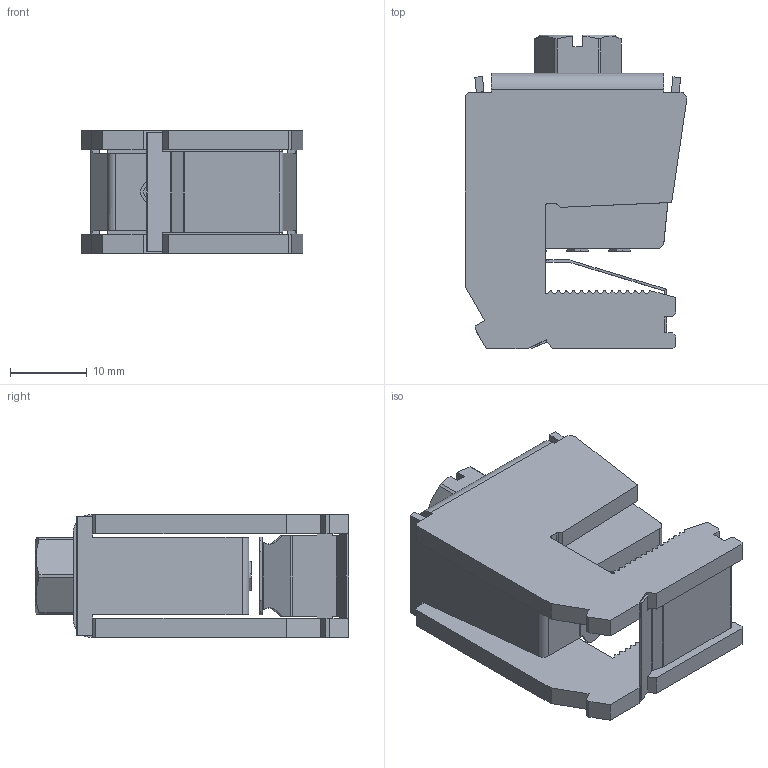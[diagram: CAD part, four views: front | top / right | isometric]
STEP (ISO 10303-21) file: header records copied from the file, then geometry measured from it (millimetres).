
FILE_DESCRIPTION (( 'STEP AP203' ), '1' );
FILE_NAME ('SK35 F10 ,35 mm2 Bakýr Bara Klemensi.STEP', '2019-03-28T10:56:10', ( '' ), ( '' ), 'SwSTEP 2.0', 'SolidWorks 2011', '' );
FILE_SCHEMA (( 'CONFIG_CONTROL_DESIGN' ));
Length unit declared in the file: millimetre
Products named in the file (1): SK35 F10 ,35 mm2 Bakýr Bara Klemensi
Bounding box: 29 x 41 x 16 mm (x, y, z)
Volume: 9834.4 mm3; surface area: 7525.9 mm2
Topology: 1 solids, 1 shells, 351 faces, 1049 edges, 696 vertices
Faces by surface type: plane 238, cylinder 97, bspline 14, cone 2
Entity records: 12757 total; most frequent: CARTESIAN_POINT 3926, ORIENTED_EDGE 2098, DIRECTION 1390, EDGE_CURVE 1049, LINE 698, VECTOR 698, VERTEX_POINT 696, EDGE_LOOP 361
